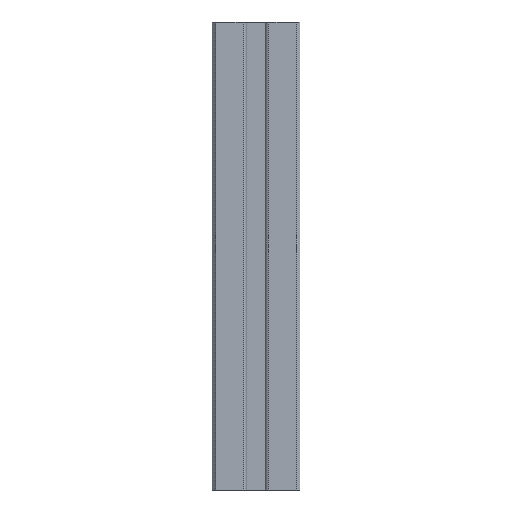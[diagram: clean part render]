
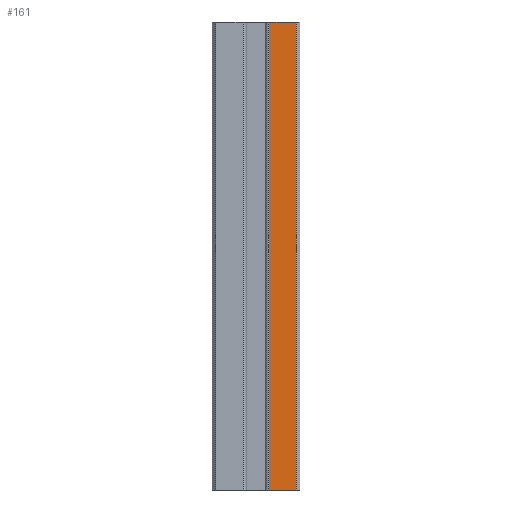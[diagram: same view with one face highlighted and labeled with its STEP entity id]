
A CAD part, left-side view. The second image highlights one B-rep face of the part: STEP entity #161.
In plain terms, the highlighted planar face has unit normal (-1, 0, 0).
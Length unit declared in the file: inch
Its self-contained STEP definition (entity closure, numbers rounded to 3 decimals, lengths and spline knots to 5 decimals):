
#10 = ORIENTED_EDGE ( 'NONE', *, *, #1182, .T. ) ;
#46 = LINE ( 'NONE', #1061, #4222 ) ;
#127 = VERTEX_POINT ( 'NONE', #843 ) ;
#161 = ADVANCED_FACE ( 'NONE', ( #911 ), #3359, .F. ) ;
#266 = VERTEX_POINT ( 'NONE', #1665 ) ;
#663 = ORIENTED_EDGE ( 'NONE', *, *, #4447, .T. ) ;
#765 = EDGE_CURVE ( 'NONE', #1758, #127, #46, .T. ) ;
#843 = CARTESIAN_POINT ( 'NONE',  ( -0.75, -0.69, -4. ) ) ;
#911 = FACE_OUTER_BOUND ( 'NONE', #2100, .T. ) ;
#930 = AXIS2_PLACEMENT_3D ( 'NONE', #3023, #2655, #931 ) ;
#931 = DIRECTION ( 'NONE',  ( 0., 0., -1. ) ) ;
#1014 = EDGE_CURVE ( 'NONE', #266, #1758, #4100, .T. ) ;
#1056 = LINE ( 'NONE', #2042, #3352 ) ;
#1061 = CARTESIAN_POINT ( 'NONE',  ( -0.75, -0.69, 4. ) ) ;
#1182 = EDGE_CURVE ( 'NONE', #266, #2670, #1056, .T. ) ;
#1222 = ORIENTED_EDGE ( 'NONE', *, *, #1014, .F. ) ;
#1236 = CARTESIAN_POINT ( 'NONE',  ( -0.75, -0.22, -4. ) ) ;
#1567 = CARTESIAN_POINT ( 'NONE',  ( -0.75, -0.69, 4. ) ) ;
#1665 = CARTESIAN_POINT ( 'NONE',  ( -0.75, -0.22, 4. ) ) ;
#1758 = VERTEX_POINT ( 'NONE', #3594 ) ;
#2042 = CARTESIAN_POINT ( 'NONE',  ( -0.75, -0.22, 4. ) ) ;
#2100 = EDGE_LOOP ( 'NONE', ( #10, #663, #3385, #1222 ) ) ;
#2368 = DIRECTION ( 'NONE',  ( 0., -1., 0. ) ) ;
#2630 = CARTESIAN_POINT ( 'NONE',  ( -0.75, -0.69, -4. ) ) ;
#2655 = DIRECTION ( 'NONE',  ( 1., 0., 0. ) ) ;
#2670 = VERTEX_POINT ( 'NONE', #1236 ) ;
#3023 = CARTESIAN_POINT ( 'NONE',  ( -0.75, -0.69, 4. ) ) ;
#3060 = VECTOR ( 'NONE', #2368, 39.37008 ) ;
#3152 = DIRECTION ( 'NONE',  ( 0., 0., -1. ) ) ;
#3316 = VECTOR ( 'NONE', #4063, 39.37008 ) ;
#3352 = VECTOR ( 'NONE', #3824, 39.37008 ) ;
#3359 = PLANE ( 'NONE',  #930 ) ;
#3385 = ORIENTED_EDGE ( 'NONE', *, *, #765, .F. ) ;
#3594 = CARTESIAN_POINT ( 'NONE',  ( -0.75, -0.69, 4. ) ) ;
#3824 = DIRECTION ( 'NONE',  ( 0., 0., -1. ) ) ;
#3925 = LINE ( 'NONE', #2630, #3316 ) ;
#4063 = DIRECTION ( 'NONE',  ( 0., -1., 0. ) ) ;
#4100 = LINE ( 'NONE', #1567, #3060 ) ;
#4222 = VECTOR ( 'NONE', #3152, 39.37008 ) ;
#4447 = EDGE_CURVE ( 'NONE', #2670, #127, #3925, .T. ) ;
